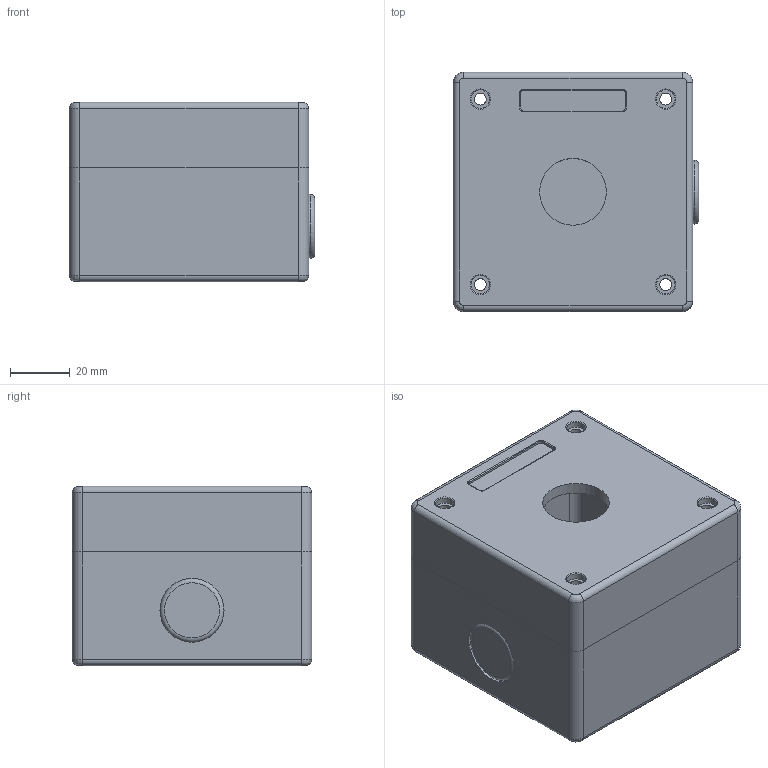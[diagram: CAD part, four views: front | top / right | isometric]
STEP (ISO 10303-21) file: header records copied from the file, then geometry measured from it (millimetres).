
FILE_DESCRIPTION(('FreeCAD Model'),'2;1');
FILE_NAME('Open CASCADE Shape Model','2025-11-26T23:42:53',('Author'),( ''),'Open CASCADE STEP processor 7.8','FreeCAD','Unknown');
FILE_SCHEMA(('AUTOMOTIVE_DESIGN { 1 0 10303 214 1 1 1 1 }'));
Length unit declared in the file: millimetre
Products named in the file (5): BoxButton_22; BodyBottom; BodyTop; RubberRight; RubberLeft
Assembly tree (4 placements, depth 2):
  BoxButton_22
    BodyBottom
    BodyTop
    RubberRight
    RubberLeft
Bounding box: 82 x 80 x 59.9 mm (x, y, z)
Volume: 68406.7 mm3; surface area: 60118.3 mm2
Topology: 4 solids, 4 shells, 102 faces, 231 edges, 144 vertices
Faces by surface type: cylinder 49, plane 35, torus 10, revolution 8
Full cylindrical faces by diameter (mm): 4 x4, 4.2 x4, 6.2 x4, 21.4 x4, 22.3 x1
Entity records: 3136 total; most frequent: CARTESIAN_POINT 578, DIRECTION 559, ORIENTED_EDGE 462, EDGE_CURVE 231, AXIS2_PLACEMENT_3D 221, VERTEX_POINT 144, FACE_BOUND 131, EDGE_LOOP 131
